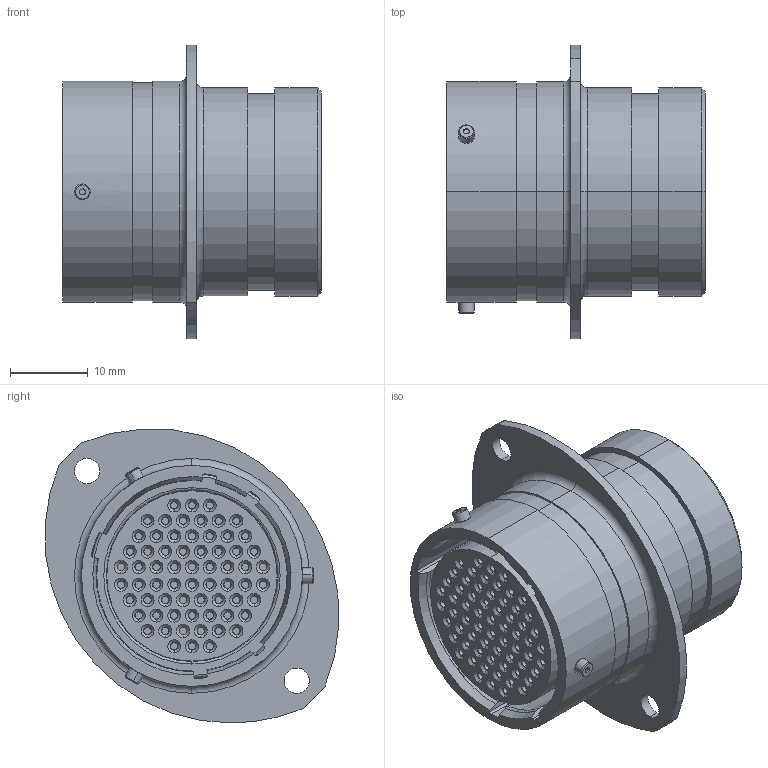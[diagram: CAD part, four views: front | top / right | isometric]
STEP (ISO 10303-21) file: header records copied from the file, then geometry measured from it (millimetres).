
FILE_DESCRIPTION (( 'STEP AP214' ), '1' );
FILE_NAME ('AS018-35SD.STEP', '2020-06-09T14:07:30', ( 'TE Connectivity' ), ( 'TE Connectivity' ), 'SwSTEP 2.0', 'SolidWorks 2016', '' );
FILE_SCHEMA (( 'AUTOMOTIVE_DESIGN' ));
Length unit declared in the file: millimetre
Products named in the file (1): AS018-35SD
Bounding box: 33.31 x 37.8 x 37.85 mm (x, y, z)
Volume: 14872.5 mm3; surface area: 18956.9 mm2
Topology: 9 solids, 9 shells, 1199 faces, 2725 edges, 1621 vertices
Faces by surface type: torus 422, cylinder 365, cone 284, plane 116, sphere 12
Entity records: 48154 total; most frequent: DIRECTION 7080, CARTESIAN_POINT 5847, ORIENTED_EDGE 5438, AXIS2_PLACEMENT_3D 3203, EDGE_CURVE 2719, CIRCLE 2003, VERTEX_POINT 1621, EDGE_LOOP 1562
